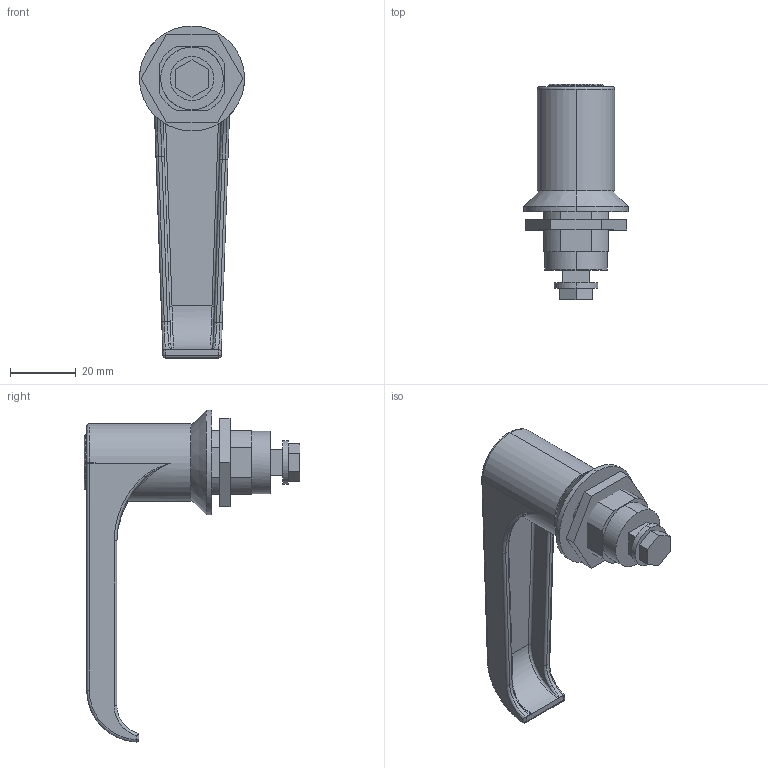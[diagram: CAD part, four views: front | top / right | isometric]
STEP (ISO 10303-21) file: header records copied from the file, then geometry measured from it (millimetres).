
FILE_DESCRIPTION (( 'STEP AP203' ), '1' );
FILE_NAME ('EHLL_Default.step', '2019-10-31T16:56:54', ( '' ), ( '' ), 'SwSTEP 2.0', 'SolidWorks 2018', '' );
FILE_SCHEMA (( 'CONFIG_CONTROL_DESIGN' ));
Length unit declared in the file: inch
Products named in the file (1): EHLL_Default
Bounding box: 32 x 65.71 x 101.22 mm (x, y, z)
Volume: 32798.1 mm3; surface area: 13106.5 mm2
Topology: 3 solids, 3 shells, 134 faces, 318 edges, 192 vertices
Faces by surface type: plane 54, cylinder 44, bspline 34, cone 2
Entity records: 6649 total; most frequent: CARTESIAN_POINT 3811, ORIENTED_EDGE 622, DIRECTION 489, EDGE_CURVE 311, VERTEX_POINT 192, AXIS2_PLACEMENT_3D 172, VECTOR 145, LINE 145
